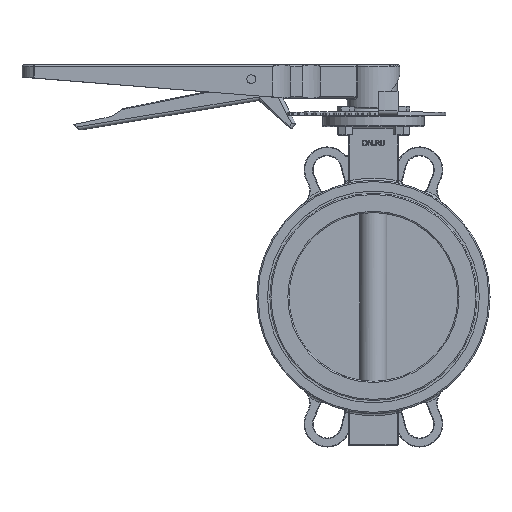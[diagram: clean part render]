
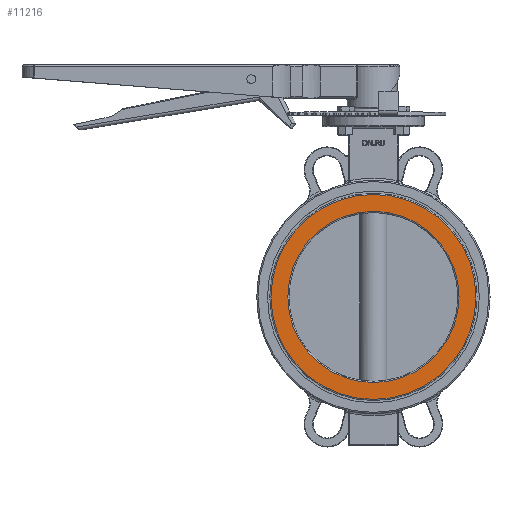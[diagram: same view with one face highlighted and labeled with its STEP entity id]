
A CAD part, top view. The second image highlights one B-rep face of the part: STEP entity #11216.
In plain terms, the highlighted planar face has unit normal (0, 0, 1).
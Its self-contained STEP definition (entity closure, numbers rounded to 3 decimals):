
#230=FACE_BOUND('',#3278,.T.);
#354=PLANE('',#12278);
#2619=FACE_OUTER_BOUND('',#3277,.T.);
#3277=EDGE_LOOP('',(#8402));
#3278=EDGE_LOOP('',(#8403));
#4130=CIRCLE('',#12274,76.);
#4134=CIRCLE('',#12279,91.);
#4874=VERTEX_POINT('',#20120);
#4877=VERTEX_POINT('',#20128);
#6153=EDGE_CURVE('',#4874,#4874,#4130,.T.);
#6157=EDGE_CURVE('',#4877,#4877,#4134,.T.);
#8402=ORIENTED_EDGE('',*,*,#6157,.F.);
#8403=ORIENTED_EDGE('',*,*,#6153,.F.);
#11216=ADVANCED_FACE('',(#2619,#230),#354,.T.);
#12274=AXIS2_PLACEMENT_3D('',#20121,#14261,#14262);
#12278=AXIS2_PLACEMENT_3D('',#20127,#14269,#14270);
#12279=AXIS2_PLACEMENT_3D('',#20129,#14271,#14272);
#14261=DIRECTION('center_axis',(0.,0.,1.));
#14262=DIRECTION('ref_axis',(-1.,0.,0.));
#14269=DIRECTION('center_axis',(0.,0.,1.));
#14270=DIRECTION('ref_axis',(1.,0.,0.));
#14271=DIRECTION('center_axis',(0.,0.,-1.));
#14272=DIRECTION('ref_axis',(-1.,0.,0.));
#20120=CARTESIAN_POINT('',(76.,0.,29.));
#20121=CARTESIAN_POINT('Origin',(0.,0.,29.));
#20127=CARTESIAN_POINT('Origin',(0.,0.,29.));
#20128=CARTESIAN_POINT('',(-91.,0.,29.));
#20129=CARTESIAN_POINT('Origin',(0.,0.,29.));
